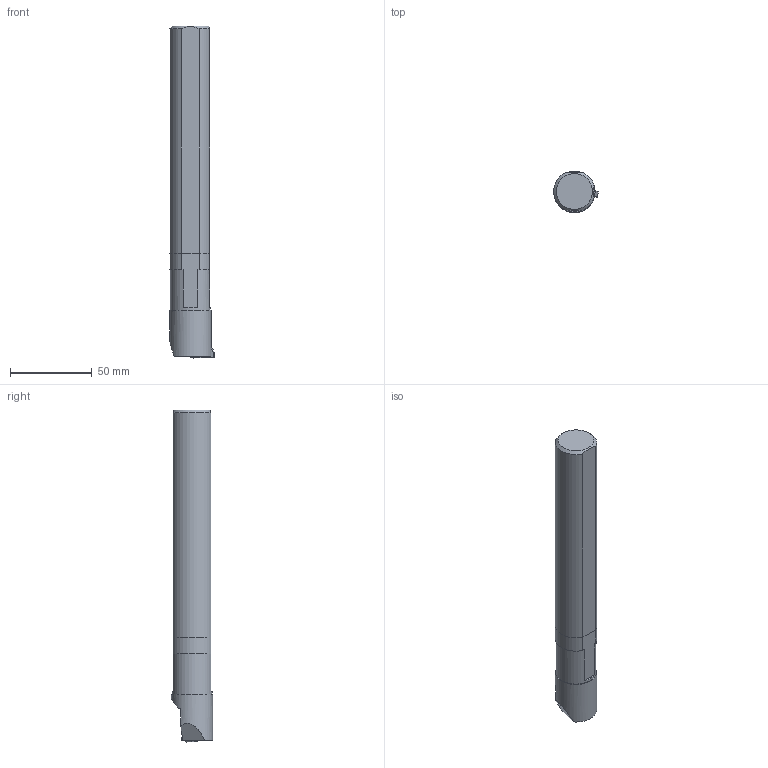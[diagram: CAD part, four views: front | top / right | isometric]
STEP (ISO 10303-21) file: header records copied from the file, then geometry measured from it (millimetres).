
FILE_DESCRIPTION(/* description */ (''),/* implementation_level */ '2;1');
FILE_NAME(/* name */ 'CNL001008-16AHD.stp',/* time_stamp */ '2018-03-29T15:40:10+05:00',/* author */ (''),/* organization */ (''),/* preprocessor_version */ 'ST-DEVELOPER v16',/* originating_system */ 'SIEMENS PLM Software NX 11.0',/* authorisation */ '');
FILE_SCHEMA (('AUTOMOTIVE_DESIGN { 1 0 10303 214 3 1 1 1 }'));
Length unit declared in the file: millimetre
Products named in the file (1): jana2B9Ddv2d
Bounding box: 27.24 x 25.3 x 203.26 mm (x, y, z)
Volume: 94091.6 mm3; surface area: 18015.6 mm2
Topology: 3 solids, 3 shells, 48 faces, 123 edges, 82 vertices
Faces by surface type: plane 35, cylinder 11, bspline 1, cone 1
Full cylindrical faces by diameter (mm): 24.5 x1, 25.3 x1
Entity records: 1506 total; most frequent: CARTESIAN_POINT 270, DIRECTION 252, ORIENTED_EDGE 234, EDGE_CURVE 117, AXIS2_PLACEMENT_3D 87, VERTEX_POINT 79, LINE 78, VECTOR 78
